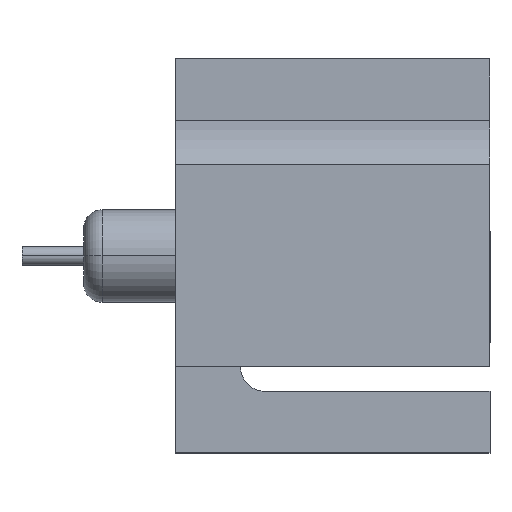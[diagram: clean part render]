
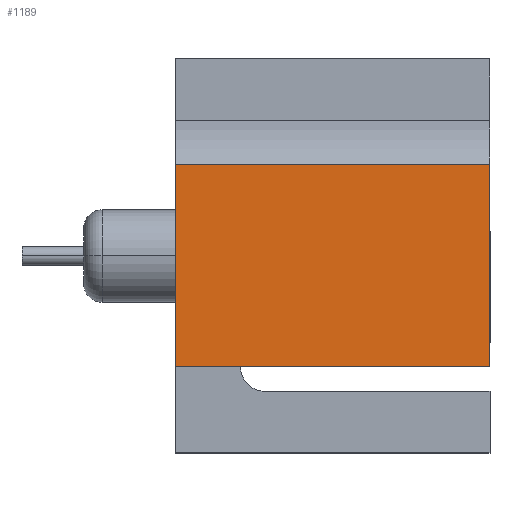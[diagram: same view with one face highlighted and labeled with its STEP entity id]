
A CAD part, top view. The second image highlights one B-rep face of the part: STEP entity #1189.
In plain terms, the highlighted planar face has unit normal (0, 0, 1).
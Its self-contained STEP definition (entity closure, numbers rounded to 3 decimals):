
#32 = ORIENTED_EDGE ( 'NONE', *, *, #429, .F. ) ;
#37 = ORIENTED_EDGE ( 'NONE', *, *, #1019, .F. ) ;
#76 = DIRECTION ( 'NONE',  ( 0., -1., 0. ) ) ;
#136 = CARTESIAN_POINT ( 'NONE',  ( -25.5, 14.859, 14. ) ) ;
#221 = VECTOR ( 'NONE', #410, 1000. ) ;
#276 = ORIENTED_EDGE ( 'NONE', *, *, #532, .T. ) ;
#297 = LINE ( 'NONE', #136, #1068 ) ;
#301 = LINE ( 'NONE', #425, #221 ) ;
#305 = EDGE_LOOP ( 'NONE', ( #1097, #32, #37, #276 ) ) ;
#328 = DIRECTION ( 'NONE',  ( 0., 0., -1. ) ) ;
#337 = CARTESIAN_POINT ( 'NONE',  ( 25.5, 14.859, 14. ) ) ;
#392 = VERTEX_POINT ( 'NONE', #530 ) ;
#410 = DIRECTION ( 'NONE',  ( -1., 0., 0. ) ) ;
#425 = CARTESIAN_POINT ( 'NONE',  ( 25.5, -18., 14. ) ) ;
#429 = EDGE_CURVE ( 'NONE', #392, #1173, #301, .T. ) ;
#430 = DIRECTION ( 'NONE',  ( -1., 0., 0. ) ) ;
#459 = PLANE ( 'NONE',  #648 ) ;
#530 = CARTESIAN_POINT ( 'NONE',  ( 25.5, -18., 14. ) ) ;
#532 = EDGE_CURVE ( 'NONE', #1215, #751, #1136, .T. ) ;
#580 = DIRECTION ( 'NONE',  ( 0., -1., 0. ) ) ;
#620 = FACE_OUTER_BOUND ( 'NONE', #305, .T. ) ;
#648 = AXIS2_PLACEMENT_3D ( 'NONE', #337, #328, #669 ) ;
#669 = DIRECTION ( 'NONE',  ( 0., 1., 0. ) ) ;
#725 = CARTESIAN_POINT ( 'NONE',  ( -25.5, -18., 14. ) ) ;
#751 = VERTEX_POINT ( 'NONE', #1099 ) ;
#969 = LINE ( 'NONE', #1236, #1184 ) ;
#984 = CARTESIAN_POINT ( 'NONE',  ( 25.5, 14.859, 14. ) ) ;
#1019 = EDGE_CURVE ( 'NONE', #1215, #392, #969, .T. ) ;
#1068 = VECTOR ( 'NONE', #580, 1000. ) ;
#1097 = ORIENTED_EDGE ( 'NONE', *, *, #1372, .T. ) ;
#1099 = CARTESIAN_POINT ( 'NONE',  ( -25.5, 14.859, 14. ) ) ;
#1136 = LINE ( 'NONE', #984, #1156 ) ;
#1156 = VECTOR ( 'NONE', #430, 1000. ) ;
#1173 = VERTEX_POINT ( 'NONE', #725 ) ;
#1183 = CARTESIAN_POINT ( 'NONE',  ( 25.5, 14.859, 14. ) ) ;
#1184 = VECTOR ( 'NONE', #76, 1000. ) ;
#1189 = ADVANCED_FACE ( 'NONE', ( #620 ), #459, .F. ) ;
#1215 = VERTEX_POINT ( 'NONE', #1183 ) ;
#1236 = CARTESIAN_POINT ( 'NONE',  ( 25.5, 14.859, 14. ) ) ;
#1372 = EDGE_CURVE ( 'NONE', #751, #1173, #297, .T. ) ;
